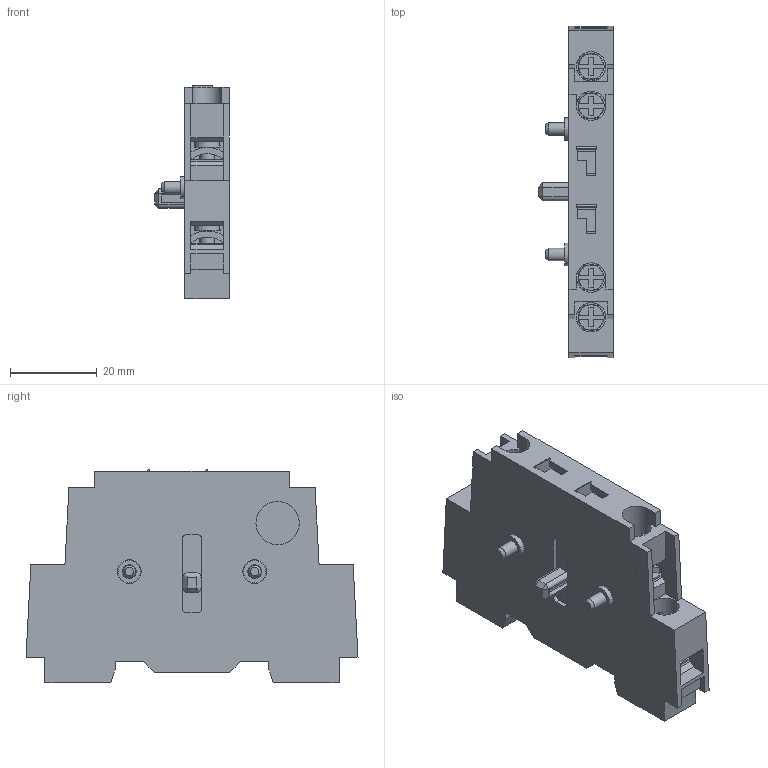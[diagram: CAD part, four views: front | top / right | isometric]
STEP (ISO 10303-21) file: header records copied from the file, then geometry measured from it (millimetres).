
FILE_DESCRIPTION(/* description */ ('STEP AP214'),/* implementation_level */ '2;1');
FILE_NAME(/* name */ 'eaton-contact-blocks-3d-models-hi11-p1-p3ue',/* time_stamp */ '2025-05-16T13:30:37+02:00',/* author */ ('License CC BY-ND 4.0'),/* organization */ ('CADENAS'),/* preprocessor_version */ 'ST-DEVELOPER v19.3',/* originating_system */ 'PARTsolutions',/* authorisation */ ' ');
FILE_SCHEMA (('AUTOMOTIVE_DESIGN {1 0 10303 214 3 1 1}'));
Length unit declared in the file: millimetre
Products named in the file (1): EP-400893
Bounding box: 17.3 x 76.75 x 49.4 mm (x, y, z)
Volume: 27516.7 mm3; surface area: 13628.4 mm2
Topology: 1 solids, 3 shells, 410 faces, 1117 edges, 734 vertices
Faces by surface type: plane 335, cylinder 63, cone 12
Full cylindrical faces by diameter (mm): 2.9 x4, 3.2 x4, 3.4 x4, 5.2 x2, 5.5 x2, 6.4 x2, 6.8 x4, 10 x1
Entity records: 12658 total; most frequent: CARTESIAN_POINT 2383, ORIENTED_EDGE 2136, DIRECTION 2034, EDGE_CURVE 1068, LINE 836, VECTOR 836, VERTEX_POINT 720, AXIS2_PLACEMENT_3D 599
